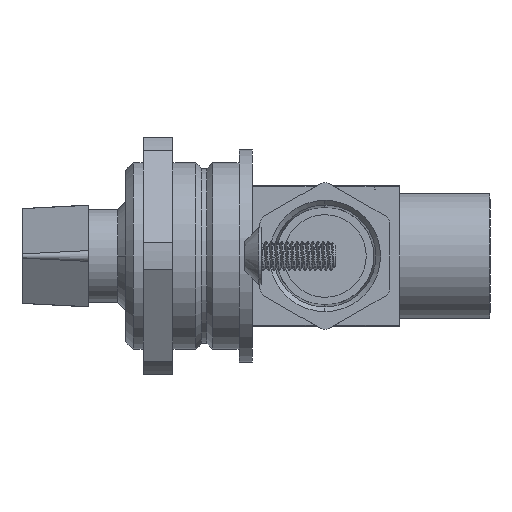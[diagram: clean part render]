
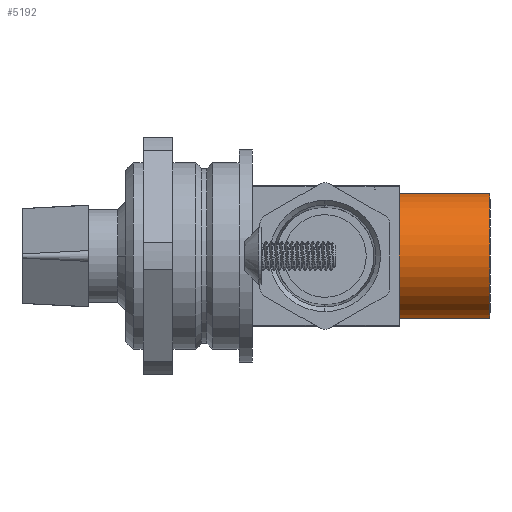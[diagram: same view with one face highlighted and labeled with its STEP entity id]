
A CAD part, left-side view. The second image highlights one B-rep face of the part: STEP entity #5192.
In plain terms, the highlighted cylindrical face has radius 8.445 mm (diameter 16.891 mm), a partial arc.
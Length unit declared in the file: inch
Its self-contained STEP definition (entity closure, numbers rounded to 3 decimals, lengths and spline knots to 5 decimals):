
#162 = FACE_OUTER_BOUND ( 'NONE', #34552, .T. ) ;
#780 = CIRCLE ( 'NONE', #58859, 0.3325 ) ;
#5192 = ADVANCED_FACE ( 'NONE', ( #162 ), #25742, .T. ) ;
#6312 = VECTOR ( 'NONE', #45910, 39.37008 ) ;
#6532 = VERTEX_POINT ( 'NONE', #22295 ) ;
#9553 = LINE ( 'NONE', #68478, #56215 ) ;
#9580 = ORIENTED_EDGE ( 'NONE', *, *, #35354, .T. ) ;
#10640 = CARTESIAN_POINT ( 'NONE',  ( 0., 0., 0.3325 ) ) ;
#12991 = ORIENTED_EDGE ( 'NONE', *, *, #26281, .F. ) ;
#18874 = VERTEX_POINT ( 'NONE', #10640 ) ;
#19587 = DIRECTION ( 'NONE',  ( 0., 1., 0. ) ) ;
#22295 = CARTESIAN_POINT ( 'NONE',  ( 0., 0.48, 0.3325 ) ) ;
#25742 = CYLINDRICAL_SURFACE ( 'NONE', #61547, 0.3325 ) ;
#26281 = EDGE_CURVE ( 'NONE', #6532, #18874, #9553, .T. ) ;
#26489 = CARTESIAN_POINT ( 'NONE',  ( 0., 0.48, 0. ) ) ;
#27608 = ORIENTED_EDGE ( 'NONE', *, *, #54496, .T. ) ;
#28707 = CARTESIAN_POINT ( 'NONE',  ( 0., 0., 0. ) ) ;
#30963 = DIRECTION ( 'NONE',  ( 0., 1., 0. ) ) ;
#34552 = EDGE_LOOP ( 'NONE', ( #12991, #66200, #27608, #9580 ) ) ;
#35354 = EDGE_CURVE ( 'NONE', #47401, #18874, #780, .T. ) ;
#36405 = DIRECTION ( 'NONE',  ( 0., 0., -1. ) ) ;
#39342 = DIRECTION ( 'NONE',  ( 0., 0., -1. ) ) ;
#45910 = DIRECTION ( 'NONE',  ( 0., -1., 0. ) ) ;
#47401 = VERTEX_POINT ( 'NONE', #62269 ) ;
#48062 = EDGE_CURVE ( 'NONE', #60741, #6532, #69520, .T. ) ;
#49275 = AXIS2_PLACEMENT_3D ( 'NONE', #26489, #30963, #36405 ) ;
#50470 = DIRECTION ( 'NONE',  ( 0., -1., 0. ) ) ;
#52748 = CARTESIAN_POINT ( 'NONE',  ( 0., 0.48, -0.3325 ) ) ;
#54496 = EDGE_CURVE ( 'NONE', #60741, #47401, #69947, .T. ) ;
#56215 = VECTOR ( 'NONE', #62311, 39.37008 ) ;
#58859 = AXIS2_PLACEMENT_3D ( 'NONE', #68600, #19587, #62423 ) ;
#60741 = VERTEX_POINT ( 'NONE', #52748 ) ;
#61547 = AXIS2_PLACEMENT_3D ( 'NONE', #28707, #50470, #39342 ) ;
#62269 = CARTESIAN_POINT ( 'NONE',  ( 0., 0., -0.3325 ) ) ;
#62311 = DIRECTION ( 'NONE',  ( 0., -1., 0. ) ) ;
#62423 = DIRECTION ( 'NONE',  ( 0., 0., -1. ) ) ;
#66200 = ORIENTED_EDGE ( 'NONE', *, *, #48062, .F. ) ;
#67680 = CARTESIAN_POINT ( 'NONE',  ( 0., 0., -0.3325 ) ) ;
#68478 = CARTESIAN_POINT ( 'NONE',  ( 0., 0., 0.3325 ) ) ;
#68600 = CARTESIAN_POINT ( 'NONE',  ( 0., 0., 0. ) ) ;
#69520 = CIRCLE ( 'NONE', #49275, 0.3325 ) ;
#69947 = LINE ( 'NONE', #67680, #6312 ) ;
